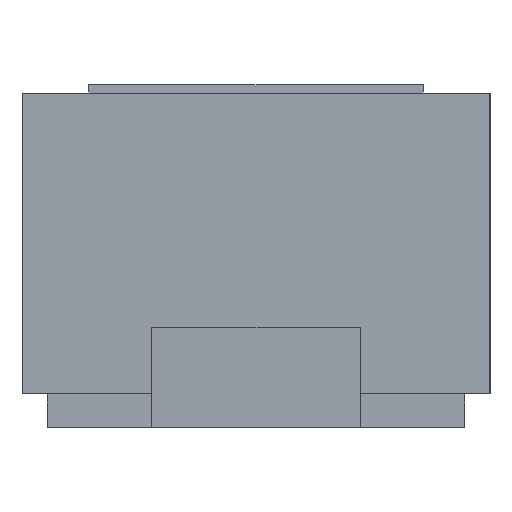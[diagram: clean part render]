
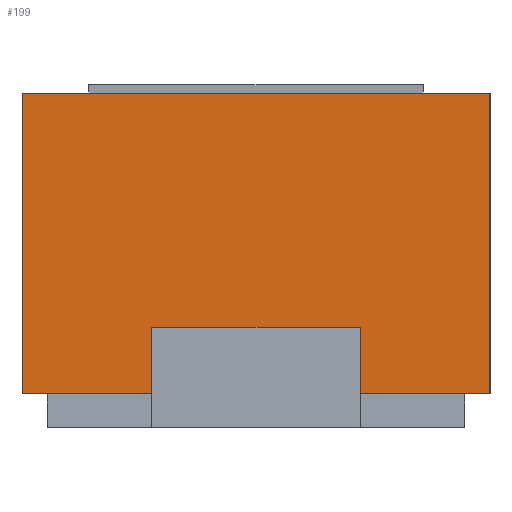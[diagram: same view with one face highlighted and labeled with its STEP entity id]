
A CAD part, left-side view. The second image highlights one B-rep face of the part: STEP entity #199.
In plain terms, the highlighted planar face has unit normal (-1, 0, 0).
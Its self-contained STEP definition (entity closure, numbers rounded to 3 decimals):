
#140 = EDGE_CURVE('',#141,#143,#145,.T.);
#141 = VERTEX_POINT('',#142);
#142 = CARTESIAN_POINT('',(-0.48,-0.28,0.4));
#143 = VERTEX_POINT('',#144);
#144 = CARTESIAN_POINT('',(-0.48,0.28,0.4));
#145 = LINE('',#146,#147);
#146 = CARTESIAN_POINT('',(-0.48,-0.28,0.4));
#147 = VECTOR('',#148,1.);
#148 = DIRECTION('',(0.,1.,0.));
#199 = ADVANCED_FACE('',(#200),#257,.F.);
#200 = FACE_BOUND('',#201,.F.);
#201 = EDGE_LOOP('',(#202,#203,#211,#219,#227,#235,#243,#251));
#202 = ORIENTED_EDGE('',*,*,#140,.F.);
#203 = ORIENTED_EDGE('',*,*,#204,.F.);
#204 = EDGE_CURVE('',#205,#141,#207,.T.);
#205 = VERTEX_POINT('',#206);
#206 = CARTESIAN_POINT('',(-0.48,-0.28,0.04));
#207 = LINE('',#208,#209);
#208 = CARTESIAN_POINT('',(-0.48,-0.28,0.04));
#209 = VECTOR('',#210,1.);
#210 = DIRECTION('',(0.,0.,1.));
#211 = ORIENTED_EDGE('',*,*,#212,.T.);
#212 = EDGE_CURVE('',#205,#213,#215,.T.);
#213 = VERTEX_POINT('',#214);
#214 = CARTESIAN_POINT('',(-0.48,-0.125,0.04));
#215 = LINE('',#216,#217);
#216 = CARTESIAN_POINT('',(-0.48,-0.28,0.04));
#217 = VECTOR('',#218,1.);
#218 = DIRECTION('',(0.,1.,0.));
#219 = ORIENTED_EDGE('',*,*,#220,.F.);
#220 = EDGE_CURVE('',#221,#213,#223,.T.);
#221 = VERTEX_POINT('',#222);
#222 = CARTESIAN_POINT('',(-0.48,-0.125,0.12));
#223 = LINE('',#224,#225);
#224 = CARTESIAN_POINT('',(-0.48,-0.125,0.02));
#225 = VECTOR('',#226,1.);
#226 = DIRECTION('',(0.,0.,-1.));
#227 = ORIENTED_EDGE('',*,*,#228,.T.);
#228 = EDGE_CURVE('',#221,#229,#231,.T.);
#229 = VERTEX_POINT('',#230);
#230 = CARTESIAN_POINT('',(-0.48,0.125,0.12));
#231 = LINE('',#232,#233);
#232 = CARTESIAN_POINT('',(-0.48,-0.14,0.12));
#233 = VECTOR('',#234,1.);
#234 = DIRECTION('',(0.,1.,0.));
#235 = ORIENTED_EDGE('',*,*,#236,.F.);
#236 = EDGE_CURVE('',#237,#229,#239,.T.);
#237 = VERTEX_POINT('',#238);
#238 = CARTESIAN_POINT('',(-0.48,0.125,0.04));
#239 = LINE('',#240,#241);
#240 = CARTESIAN_POINT('',(-0.48,0.125,0.02));
#241 = VECTOR('',#242,1.);
#242 = DIRECTION('',(0.,0.,1.));
#243 = ORIENTED_EDGE('',*,*,#244,.T.);
#244 = EDGE_CURVE('',#237,#245,#247,.T.);
#245 = VERTEX_POINT('',#246);
#246 = CARTESIAN_POINT('',(-0.48,0.28,0.04));
#247 = LINE('',#248,#249);
#248 = CARTESIAN_POINT('',(-0.48,-0.28,0.04));
#249 = VECTOR('',#250,1.);
#250 = DIRECTION('',(0.,1.,0.));
#251 = ORIENTED_EDGE('',*,*,#252,.T.);
#252 = EDGE_CURVE('',#245,#143,#253,.T.);
#253 = LINE('',#254,#255);
#254 = CARTESIAN_POINT('',(-0.48,0.28,0.04));
#255 = VECTOR('',#256,1.);
#256 = DIRECTION('',(0.,0.,1.));
#257 = PLANE('',#258);
#258 = AXIS2_PLACEMENT_3D('',#259,#260,#261);
#259 = CARTESIAN_POINT('',(-0.48,-0.28,0.04));
#260 = DIRECTION('',(1.,0.,0.));
#261 = DIRECTION('',(0.,0.,1.));
